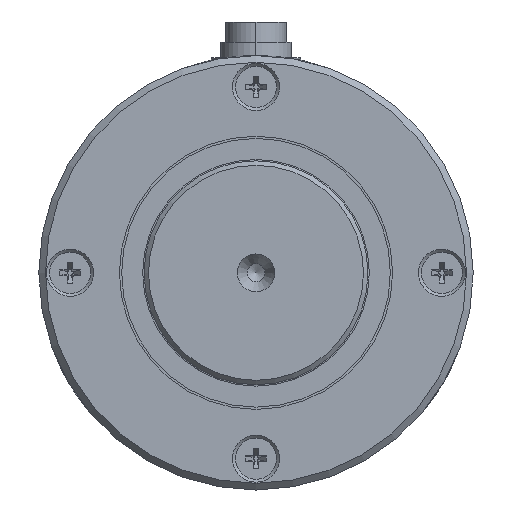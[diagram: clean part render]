
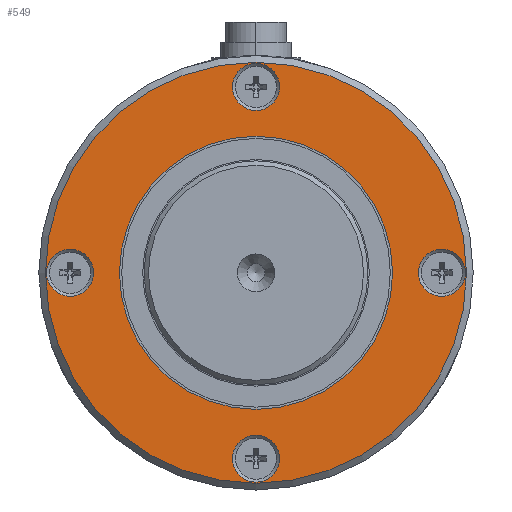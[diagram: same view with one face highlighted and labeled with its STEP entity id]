
A CAD part, left-side view. The second image highlights one B-rep face of the part: STEP entity #549.
In plain terms, the highlighted planar face has unit normal (-1, 0, 0).
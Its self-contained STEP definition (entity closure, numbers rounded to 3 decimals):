
#549 = ADVANCED_FACE( '', ( #1205, #1206, #1207, #1208, #1209, #1210 ), #1211, .T. );
#1205 = FACE_BOUND( '', #2166, .T. );
#1206 = FACE_BOUND( '', #2167, .T. );
#1207 = FACE_BOUND( '', #2168, .T. );
#1208 = FACE_OUTER_BOUND( '', #2169, .T. );
#1209 = FACE_BOUND( '', #2170, .T. );
#1210 = FACE_BOUND( '', #2171, .T. );
#1211 = PLANE( '', #2172 );
#2166 = EDGE_LOOP( '', ( #3186 ) );
#2167 = EDGE_LOOP( '', ( #3187 ) );
#2168 = EDGE_LOOP( '', ( #3188 ) );
#2169 = EDGE_LOOP( '', ( #3189 ) );
#2170 = EDGE_LOOP( '', ( #3190 ) );
#2171 = EDGE_LOOP( '', ( #3191 ) );
#2172 = AXIS2_PLACEMENT_3D( '', #3192, #3193, #3194 );
#3186 = ORIENTED_EDGE( '', *, *, #5268, .T. );
#3187 = ORIENTED_EDGE( '', *, *, #5198, .T. );
#3188 = ORIENTED_EDGE( '', *, *, #5269, .T. );
#3189 = ORIENTED_EDGE( '', *, *, #5270, .T. );
#3190 = ORIENTED_EDGE( '', *, *, #5271, .T. );
#3191 = ORIENTED_EDGE( '', *, *, #5272, .T. );
#3192 = CARTESIAN_POINT( '', ( 0., 0., 0. ) );
#3193 = DIRECTION( '', ( -1., 0., 0. ) );
#3194 = DIRECTION( '', ( 0., -1., 0. ) );
#5198 = EDGE_CURVE( '', #6002, #6002, #6003, .F. );
#5268 = EDGE_CURVE( '', #6120, #6120, #6121, .F. );
#5269 = EDGE_CURVE( '', #6122, #6122, #6123, .F. );
#5270 = EDGE_CURVE( '', #6124, #6124, #6125, .T. );
#5271 = EDGE_CURVE( '', #6126, #6126, #6127, .F. );
#5272 = EDGE_CURVE( '', #6128, #6128, #6129, .F. );
#6002 = VERTEX_POINT( '', #7169 );
#6003 = CIRCLE( '', #7170, 5.25 );
#6120 = VERTEX_POINT( '', #7323 );
#6121 = CIRCLE( '', #7324, 5.25 );
#6122 = VERTEX_POINT( '', #7325 );
#6123 = CIRCLE( '', #7326, 5.25 );
#6124 = VERTEX_POINT( '', #7327 );
#6125 = CIRCLE( '', #7328, 47. );
#6126 = VERTEX_POINT( '', #7329 );
#6127 = CIRCLE( '', #7330, 5.25 );
#6128 = VERTEX_POINT( '', #7331 );
#6129 = CIRCLE( '', #7332, 30.5 );
#7169 = CARTESIAN_POINT( '', ( 0., -36.25, 0. ) );
#7170 = AXIS2_PLACEMENT_3D( '', #9315, #9316, #9317 );
#7323 = CARTESIAN_POINT( '', ( 0., 0., 36.25 ) );
#7324 = AXIS2_PLACEMENT_3D( '', #9411, #9412, #9413 );
#7325 = CARTESIAN_POINT( '', ( 0., 0., -36.25 ) );
#7326 = AXIS2_PLACEMENT_3D( '', #9414, #9415, #9416 );
#7327 = CARTESIAN_POINT( '', ( 0., -47., 0. ) );
#7328 = AXIS2_PLACEMENT_3D( '', #9417, #9418, #9419 );
#7329 = CARTESIAN_POINT( '', ( 0., 36.25, 0. ) );
#7330 = AXIS2_PLACEMENT_3D( '', #9420, #9421, #9422 );
#7331 = CARTESIAN_POINT( '', ( 0., -30.5, 0. ) );
#7332 = AXIS2_PLACEMENT_3D( '', #9423, #9424, #9425 );
#9315 = CARTESIAN_POINT( '', ( 0., -41.5, 0. ) );
#9316 = DIRECTION( '', ( -1., 0., 0. ) );
#9317 = DIRECTION( '', ( 0., 1., 0. ) );
#9411 = CARTESIAN_POINT( '', ( 0., 0., 41.5 ) );
#9412 = DIRECTION( '', ( -1., 0., 0. ) );
#9413 = DIRECTION( '', ( 0., 0., -1. ) );
#9414 = CARTESIAN_POINT( '', ( 0., 0., -41.5 ) );
#9415 = DIRECTION( '', ( -1., 0., 0. ) );
#9416 = DIRECTION( '', ( 0., 0., 1. ) );
#9417 = CARTESIAN_POINT( '', ( 0., 0., 0. ) );
#9418 = DIRECTION( '', ( -1., 0., 0. ) );
#9419 = DIRECTION( '', ( 0., -1., 0. ) );
#9420 = CARTESIAN_POINT( '', ( 0., 41.5, 0. ) );
#9421 = DIRECTION( '', ( -1., 0., 0. ) );
#9422 = DIRECTION( '', ( 0., -1., 0. ) );
#9423 = CARTESIAN_POINT( '', ( 0., 0., 0. ) );
#9424 = DIRECTION( '', ( -1., 0., 0. ) );
#9425 = DIRECTION( '', ( 0., -1., 0. ) );
